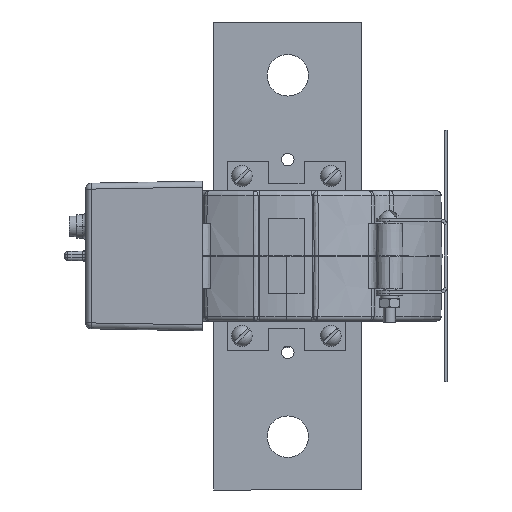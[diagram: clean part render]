
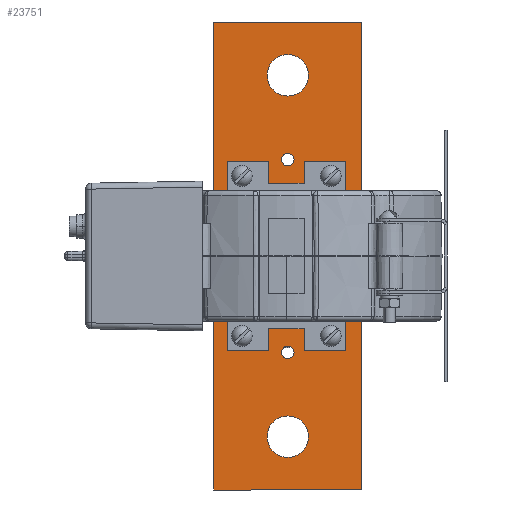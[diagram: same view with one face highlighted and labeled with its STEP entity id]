
A CAD part, front view. The second image highlights one B-rep face of the part: STEP entity #23751.
In plain terms, the highlighted planar face has unit normal (0, -1, 0).
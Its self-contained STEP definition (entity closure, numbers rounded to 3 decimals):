
#832 = PLANE ( 'NONE',  #1676 ) ;
#837 = CARTESIAN_POINT ( 'NONE',  ( 129.543, -1.5, 0. ) ) ;
#957 = DIRECTION ( 'NONE',  ( 0., -1., 0. ) ) ;
#968 = DIRECTION ( 'NONE',  ( 0., 0., 1. ) ) ;
#1676 = AXIS2_PLACEMENT_3D ( 'NONE', #837, #957, #968 ) ;
#1997 = AXIS2_PLACEMENT_3D ( 'NONE', #6389, #6354, #6360 ) ;
#2030 = AXIS2_PLACEMENT_3D ( 'NONE', #6370, #6429, #6394 ) ;
#2063 = AXIS2_PLACEMENT_3D ( 'NONE', #6421, #6399, #6415 ) ;
#2078 = AXIS2_PLACEMENT_3D ( 'NONE', #6349, #6376, #6383 ) ;
#2103 = AXIS2_PLACEMENT_3D ( 'NONE', #6460, #6461, #6473 ) ;
#2124 = AXIS2_PLACEMENT_3D ( 'NONE', #6237, #6212, #6241 ) ;
#2133 = AXIS2_PLACEMENT_3D ( 'NONE', #6091, #6054, #6094 ) ;
#2138 = AXIS2_PLACEMENT_3D ( 'NONE', #6122, #6130, #6119 ) ;
#2796 = CIRCLE ( 'NONE', #2103, 7. ) ;
#2998 = FACE_BOUND ( 'NONE', #33190, .T. ) ;
#3000 = FACE_BOUND ( 'NONE', #33221, .T. ) ;
#3007 = FACE_BOUND ( 'NONE', #33228, .T. ) ;
#3044 = FACE_OUTER_BOUND ( 'NONE', #33212, .T. ) ;
#3054 = FACE_BOUND ( 'NONE', #33214, .T. ) ;
#3850 = CIRCLE ( 'NONE', #2133, 7. ) ;
#3914 = LINE ( 'NONE', #6306, #3930 ) ;
#3922 = LINE ( 'NONE', #6138, #3951 ) ;
#3930 = VECTOR ( 'NONE', #6324, 1000. ) ;
#3932 = CIRCLE ( 'NONE', #2138, 7. ) ;
#3938 = CIRCLE ( 'NONE', #2124, 2.1 ) ;
#3951 = VECTOR ( 'NONE', #6139, 1000. ) ;
#3972 = CIRCLE ( 'NONE', #2078, 2.1 ) ;
#3974 = LINE ( 'NONE', #6378, #4001 ) ;
#3988 = CIRCLE ( 'NONE', #1997, 2.1 ) ;
#4001 = VECTOR ( 'NONE', #6388, 1000. ) ;
#4004 = LINE ( 'NONE', #6322, #4006 ) ;
#4006 = VECTOR ( 'NONE', #6351, 1000. ) ;
#4021 = CIRCLE ( 'NONE', #2063, 2.1 ) ;
#4025 = CIRCLE ( 'NONE', #2030, 7. ) ;
#6054 = DIRECTION ( 'NONE',  ( 0., -1., 0. ) ) ;
#6091 = CARTESIAN_POINT ( 'NONE',  ( 0.5, -1.5, -61. ) ) ;
#6094 = DIRECTION ( 'NONE',  ( 0., 0., 1. ) ) ;
#6119 = DIRECTION ( 'NONE',  ( 0., 0., 1. ) ) ;
#6122 = CARTESIAN_POINT ( 'NONE',  ( 0.5, -1.5, -61. ) ) ;
#6130 = DIRECTION ( 'NONE',  ( 0., -1., 0. ) ) ;
#6138 = CARTESIAN_POINT ( 'NONE',  ( 129.543, -1.5, -79. ) ) ;
#6139 = DIRECTION ( 'NONE',  ( 1., 0., 0. ) ) ;
#6212 = DIRECTION ( 'NONE',  ( 0., -1., 0. ) ) ;
#6237 = CARTESIAN_POINT ( 'NONE',  ( 0.5, -1.5, 32.5 ) ) ;
#6241 = DIRECTION ( 'NONE',  ( 0., 0., 1. ) ) ;
#6306 = CARTESIAN_POINT ( 'NONE',  ( 25.5, -1.5, 0. ) ) ;
#6322 = CARTESIAN_POINT ( 'NONE',  ( -24.5, -1.5, 0. ) ) ;
#6324 = DIRECTION ( 'NONE',  ( 0., 0., 1. ) ) ;
#6349 = CARTESIAN_POINT ( 'NONE',  ( 0.5, -1.5, -32.5 ) ) ;
#6351 = DIRECTION ( 'NONE',  ( 0., 0., 1. ) ) ;
#6354 = DIRECTION ( 'NONE',  ( 0., -1., 0. ) ) ;
#6360 = DIRECTION ( 'NONE',  ( 0., 0., 1. ) ) ;
#6370 = CARTESIAN_POINT ( 'NONE',  ( 0.5, -1.5, 61. ) ) ;
#6376 = DIRECTION ( 'NONE',  ( 0., -1., 0. ) ) ;
#6378 = CARTESIAN_POINT ( 'NONE',  ( 129.543, -1.5, 79. ) ) ;
#6383 = DIRECTION ( 'NONE',  ( 0., 0., 1. ) ) ;
#6388 = DIRECTION ( 'NONE',  ( 1., 0., 0. ) ) ;
#6389 = CARTESIAN_POINT ( 'NONE',  ( 0.5, -1.5, -32.5 ) ) ;
#6394 = DIRECTION ( 'NONE',  ( 0., 0., 1. ) ) ;
#6399 = DIRECTION ( 'NONE',  ( 0., -1., 0. ) ) ;
#6415 = DIRECTION ( 'NONE',  ( 0., 0., 1. ) ) ;
#6421 = CARTESIAN_POINT ( 'NONE',  ( 0.5, -1.5, 32.5 ) ) ;
#6429 = DIRECTION ( 'NONE',  ( 0., -1., 0. ) ) ;
#6460 = CARTESIAN_POINT ( 'NONE',  ( 0.5, -1.5, 61. ) ) ;
#6461 = DIRECTION ( 'NONE',  ( 0., -1., 0. ) ) ;
#6473 = DIRECTION ( 'NONE',  ( 0., 0., 1. ) ) ;
#9352 = CARTESIAN_POINT ( 'NONE',  ( 0.5, -1.5, 68. ) ) ;
#9355 = CARTESIAN_POINT ( 'NONE',  ( 0.5, -1.5, -54. ) ) ;
#9356 = CARTESIAN_POINT ( 'NONE',  ( 25.5, -1.5, 79. ) ) ;
#9363 = CARTESIAN_POINT ( 'NONE',  ( 0.5, -1.5, -34.6 ) ) ;
#9372 = CARTESIAN_POINT ( 'NONE',  ( 0.5, -1.5, 54. ) ) ;
#9386 = CARTESIAN_POINT ( 'NONE',  ( 0.5, -1.5, 34.6 ) ) ;
#9389 = CARTESIAN_POINT ( 'NONE',  ( 0.5, -1.5, -68. ) ) ;
#9390 = CARTESIAN_POINT ( 'NONE',  ( 25.5, -1.5, -79. ) ) ;
#9391 = CARTESIAN_POINT ( 'NONE',  ( -24.5, -1.5, -79. ) ) ;
#9393 = CARTESIAN_POINT ( 'NONE',  ( -24.5, -1.5, 79. ) ) ;
#9396 = CARTESIAN_POINT ( 'NONE',  ( 0.5, -1.5, -30.4 ) ) ;
#9424 = CARTESIAN_POINT ( 'NONE',  ( 0.5, -1.5, 30.4 ) ) ;
#17337 = ORIENTED_EDGE ( 'NONE', *, *, #26299, .F. ) ;
#17354 = ORIENTED_EDGE ( 'NONE', *, *, #26321, .F. ) ;
#17360 = ORIENTED_EDGE ( 'NONE', *, *, #26320, .F. ) ;
#17362 = ORIENTED_EDGE ( 'NONE', *, *, #26176, .T. ) ;
#17384 = ORIENTED_EDGE ( 'NONE', *, *, #26148, .F. ) ;
#17389 = ORIENTED_EDGE ( 'NONE', *, *, #26329, .F. ) ;
#17394 = ORIENTED_EDGE ( 'NONE', *, *, #26356, .F. ) ;
#17406 = ORIENTED_EDGE ( 'NONE', *, *, #26212, .F. ) ;
#17426 = ORIENTED_EDGE ( 'NONE', *, *, #26397, .F. ) ;
#17431 = ORIENTED_EDGE ( 'NONE', *, *, #26289, .F. ) ;
#17436 = ORIENTED_EDGE ( 'NONE', *, *, #26174, .F. ) ;
#17444 = ORIENTED_EDGE ( 'NONE', *, *, #26251, .T. ) ;
#23751 = ADVANCED_FACE ( 'NONE', ( #2998, #3000, #3007, #3054, #3044 ), #832, .T. ) ;
#26148 = EDGE_CURVE ( 'NONE', #28749, #28765, #3850, .T. ) ;
#26174 = EDGE_CURVE ( 'NONE', #28765, #28749, #3932, .T. ) ;
#26176 = EDGE_CURVE ( 'NONE', #28773, #28769, #3922, .T. ) ;
#26212 = EDGE_CURVE ( 'NONE', #28755, #28738, #3938, .T. ) ;
#26251 = EDGE_CURVE ( 'NONE', #28769, #28733, #3914, .T. ) ;
#26289 = EDGE_CURVE ( 'NONE', #28773, #28766, #4004, .T. ) ;
#26299 = EDGE_CURVE ( 'NONE', #28775, #28770, #3972, .T. ) ;
#26320 = EDGE_CURVE ( 'NONE', #28766, #28733, #3974, .T. ) ;
#26321 = EDGE_CURVE ( 'NONE', #28770, #28775, #3988, .T. ) ;
#26329 = EDGE_CURVE ( 'NONE', #28747, #28761, #4025, .T. ) ;
#26356 = EDGE_CURVE ( 'NONE', #28738, #28755, #4021, .T. ) ;
#26397 = EDGE_CURVE ( 'NONE', #28761, #28747, #2796, .T. ) ;
#28733 = VERTEX_POINT ( 'NONE', #9356 ) ;
#28738 = VERTEX_POINT ( 'NONE', #9424 ) ;
#28747 = VERTEX_POINT ( 'NONE', #9372 ) ;
#28749 = VERTEX_POINT ( 'NONE', #9389 ) ;
#28755 = VERTEX_POINT ( 'NONE', #9386 ) ;
#28761 = VERTEX_POINT ( 'NONE', #9352 ) ;
#28765 = VERTEX_POINT ( 'NONE', #9355 ) ;
#28766 = VERTEX_POINT ( 'NONE', #9393 ) ;
#28769 = VERTEX_POINT ( 'NONE', #9390 ) ;
#28770 = VERTEX_POINT ( 'NONE', #9396 ) ;
#28773 = VERTEX_POINT ( 'NONE', #9391 ) ;
#28775 = VERTEX_POINT ( 'NONE', #9363 ) ;
#33190 = EDGE_LOOP ( 'NONE', ( #17337, #17354 ) ) ;
#33212 = EDGE_LOOP ( 'NONE', ( #17362, #17444, #17360, #17431 ) ) ;
#33214 = EDGE_LOOP ( 'NONE', ( #17389, #17426 ) ) ;
#33221 = EDGE_LOOP ( 'NONE', ( #17394, #17406 ) ) ;
#33228 = EDGE_LOOP ( 'NONE', ( #17384, #17436 ) ) ;
